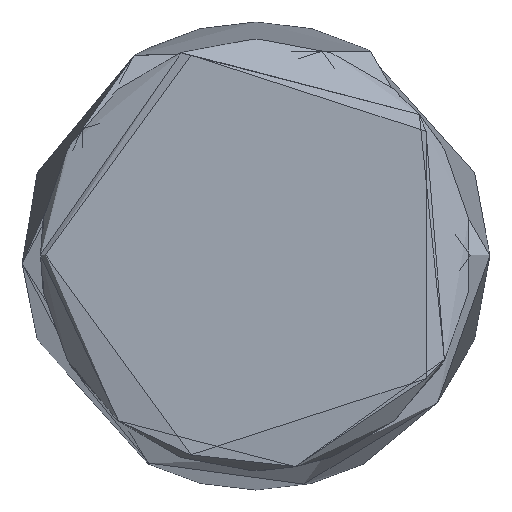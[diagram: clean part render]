
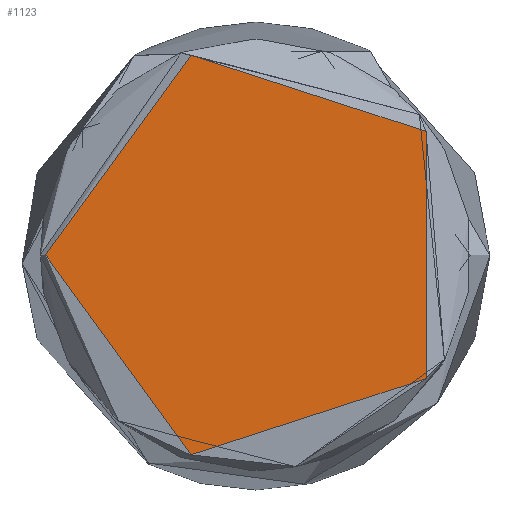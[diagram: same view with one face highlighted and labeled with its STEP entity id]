
A CAD part, top view. The second image highlights one B-rep face of the part: STEP entity #1123.
In plain terms, the highlighted planar face has unit normal (0, 0, 1).
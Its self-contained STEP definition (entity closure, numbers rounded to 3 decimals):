
#99=PLANE('',#1229);
#269=FACE_OUTER_BOUND('',#344,.T.);
#344=EDGE_LOOP('',(#812));
#429=CIRCLE('',#1228,8.086);
#501=VERTEX_POINT('',#1757);
#627=EDGE_CURVE('',#501,#501,#429,.T.);
#812=ORIENTED_EDGE('',*,*,#627,.T.);
#1123=ADVANCED_FACE('',(#269),#99,.T.);
#1228=AXIS2_PLACEMENT_3D('',#1758,#1386,#1387);
#1229=AXIS2_PLACEMENT_3D('',#1759,#1388,#1389);
#1386=DIRECTION('center_axis',(0.,0.,1.));
#1387=DIRECTION('ref_axis',(1.,0.,0.));
#1388=DIRECTION('center_axis',(0.,0.,1.));
#1389=DIRECTION('ref_axis',(-1.,0.,0.));
#1757=CARTESIAN_POINT('',(-8.086,0.,31.));
#1758=CARTESIAN_POINT('Origin',(0.,0.,31.));
#1759=CARTESIAN_POINT('Origin',(0.,0.,31.));
